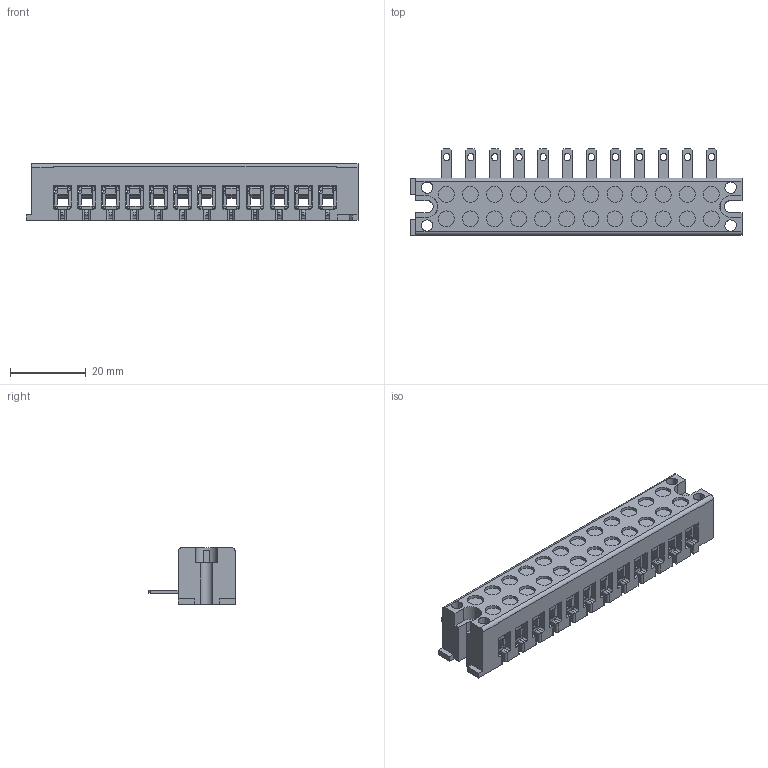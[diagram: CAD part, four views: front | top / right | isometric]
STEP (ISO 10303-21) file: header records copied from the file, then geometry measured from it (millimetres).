
FILE_DESCRIPTION(('CATIA V5R24 STEP','CAx-IF Rec.Pracs.--- Model Styling and Organization---1.2---2011-12-15'),'2;1');
FILE_NAME ('035182-1_1', '2018-08-27T09:23:42+00:00', ('Weidmueller Interface'), ('Weidmueller'), 'CATIA Version 5-6 Release 2014 SP4 HF52', 'CATIA V5 STEP AP214', 'none');
FILE_SCHEMA(('AUTOMOTIVE_DESIGN { 1 0 10303 214 1 1 1 1 }'));
Products named in the file (1): 0241360000
Bounding box: 87.5 x 22.75 x 15 mm (x, y, z)
Volume: 12866.3 mm3; surface area: 15106.4 mm2
Topology: 25 solids, 25 shells, 1815 faces, 4646 edges, 2977 vertices
Faces by surface type: plane 1336, cylinder 479
Entity records: 52521 total; most frequent: CARTESIAN_POINT 9811, ORIENTED_EDGE 9292, DIRECTION 7569, EDGE_CURVE 4646, VECTOR 3603, LINE 3603, VERTEX_POINT 2977, AXIS2_PLACEMENT_3D 2445
